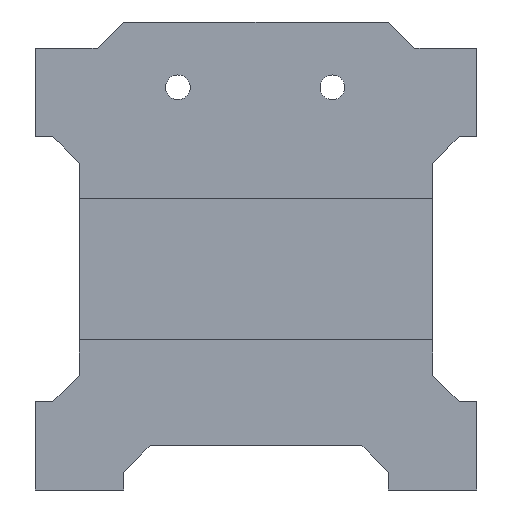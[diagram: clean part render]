
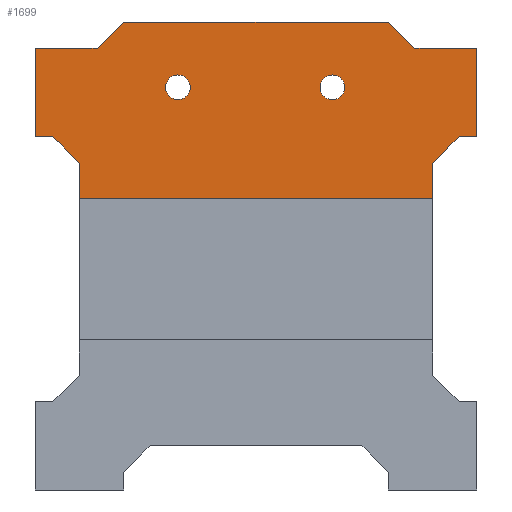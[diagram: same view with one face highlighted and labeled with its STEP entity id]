
A CAD part, front view. The second image highlights one B-rep face of the part: STEP entity #1699.
In plain terms, the highlighted planar face has unit normal (0, -1, 0).
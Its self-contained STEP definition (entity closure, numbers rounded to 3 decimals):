
#27=CIRCLE('',#1810,1.4);
#28=CIRCLE('',#1812,1.4);
#49=FACE_BOUND('',#184,.T.);
#50=FACE_BOUND('',#185,.T.);
#83=FACE_OUTER_BOUND('',#183,.T.);
#183=EDGE_LOOP('',(#1241,#1242,#1243,#1244,#1245,#1246,#1247,#1248,#1249,
#1250,#1251,#1252,#1253,#1254));
#184=EDGE_LOOP('',(#1255));
#185=EDGE_LOOP('',(#1256));
#277=LINE('',#2372,#497);
#287=LINE('',#2390,#507);
#355=LINE('',#2537,#575);
#356=LINE('',#2539,#576);
#357=LINE('',#2541,#577);
#358=LINE('',#2543,#578);
#359=LINE('',#2545,#579);
#360=LINE('',#2547,#580);
#361=LINE('',#2549,#581);
#362=LINE('',#2551,#582);
#363=LINE('',#2553,#583);
#364=LINE('',#2555,#584);
#365=LINE('',#2557,#585);
#366=LINE('',#2558,#586);
#497=VECTOR('',#1915,10.);
#507=VECTOR('',#1929,10.);
#575=VECTOR('',#2039,10.);
#576=VECTOR('',#2040,10.);
#577=VECTOR('',#2041,10.);
#578=VECTOR('',#2042,10.);
#579=VECTOR('',#2043,10.);
#580=VECTOR('',#2044,10.);
#581=VECTOR('',#2045,10.);
#582=VECTOR('',#2046,10.);
#583=VECTOR('',#2047,10.);
#584=VECTOR('',#2048,10.);
#585=VECTOR('',#2049,10.);
#586=VECTOR('',#2050,10.);
#717=VERTEX_POINT('',#2370);
#718=VERTEX_POINT('',#2371);
#724=VERTEX_POINT('',#2388);
#780=VERTEX_POINT('',#2528);
#781=VERTEX_POINT('',#2532);
#782=VERTEX_POINT('',#2536);
#783=VERTEX_POINT('',#2538);
#784=VERTEX_POINT('',#2540);
#785=VERTEX_POINT('',#2542);
#786=VERTEX_POINT('',#2544);
#787=VERTEX_POINT('',#2546);
#788=VERTEX_POINT('',#2548);
#789=VERTEX_POINT('',#2550);
#790=VERTEX_POINT('',#2552);
#791=VERTEX_POINT('',#2554);
#792=VERTEX_POINT('',#2556);
#877=EDGE_CURVE('',#717,#718,#277,.T.);
#887=EDGE_CURVE('',#724,#718,#287,.T.);
#956=EDGE_CURVE('',#780,#780,#27,.T.);
#958=EDGE_CURVE('',#781,#781,#28,.T.);
#959=EDGE_CURVE('',#782,#724,#355,.T.);
#960=EDGE_CURVE('',#783,#782,#356,.T.);
#961=EDGE_CURVE('',#784,#783,#357,.T.);
#962=EDGE_CURVE('',#785,#784,#358,.T.);
#963=EDGE_CURVE('',#786,#785,#359,.T.);
#964=EDGE_CURVE('',#787,#786,#360,.T.);
#965=EDGE_CURVE('',#788,#787,#361,.T.);
#966=EDGE_CURVE('',#789,#788,#362,.T.);
#967=EDGE_CURVE('',#790,#789,#363,.T.);
#968=EDGE_CURVE('',#791,#790,#364,.T.);
#969=EDGE_CURVE('',#792,#791,#365,.T.);
#970=EDGE_CURVE('',#717,#792,#366,.T.);
#1241=ORIENTED_EDGE('',*,*,#877,.T.);
#1242=ORIENTED_EDGE('',*,*,#887,.F.);
#1243=ORIENTED_EDGE('',*,*,#959,.F.);
#1244=ORIENTED_EDGE('',*,*,#960,.F.);
#1245=ORIENTED_EDGE('',*,*,#961,.F.);
#1246=ORIENTED_EDGE('',*,*,#962,.F.);
#1247=ORIENTED_EDGE('',*,*,#963,.F.);
#1248=ORIENTED_EDGE('',*,*,#964,.F.);
#1249=ORIENTED_EDGE('',*,*,#965,.F.);
#1250=ORIENTED_EDGE('',*,*,#966,.F.);
#1251=ORIENTED_EDGE('',*,*,#967,.F.);
#1252=ORIENTED_EDGE('',*,*,#968,.F.);
#1253=ORIENTED_EDGE('',*,*,#969,.F.);
#1254=ORIENTED_EDGE('',*,*,#970,.F.);
#1255=ORIENTED_EDGE('',*,*,#956,.T.);
#1256=ORIENTED_EDGE('',*,*,#958,.T.);
#1611=PLANE('',#1813);
#1699=ADVANCED_FACE('',(#83,#49,#50),#1611,.F.);
#1810=AXIS2_PLACEMENT_3D('',#2530,#2030,#2031);
#1812=AXIS2_PLACEMENT_3D('',#2534,#2035,#2036);
#1813=AXIS2_PLACEMENT_3D('',#2535,#2037,#2038);
#1915=DIRECTION('',(1.,0.,0.));
#1929=DIRECTION('',(0.,0.,-1.));
#2030=DIRECTION('center_axis',(0.,1.,0.));
#2031=DIRECTION('ref_axis',(-1.,0.,0.));
#2035=DIRECTION('center_axis',(0.,1.,0.));
#2036=DIRECTION('ref_axis',(-1.,0.,0.));
#2037=DIRECTION('center_axis',(0.,1.,0.));
#2038=DIRECTION('ref_axis',(0.,0.,1.));
#2039=DIRECTION('',(-0.707,0.,-0.707));
#2040=DIRECTION('',(-1.,0.,0.));
#2041=DIRECTION('',(0.,0.,-1.));
#2042=DIRECTION('',(1.,0.,0.));
#2043=DIRECTION('',(0.707,0.,-0.707));
#2044=DIRECTION('',(1.,0.,0.));
#2045=DIRECTION('',(0.707,0.,0.707));
#2046=DIRECTION('',(1.,0.,0.));
#2047=DIRECTION('',(0.,0.,1.));
#2048=DIRECTION('',(-1.,0.,0.));
#2049=DIRECTION('',(-0.707,0.,0.707));
#2050=DIRECTION('',(0.,0.,1.));
#2370=CARTESIAN_POINT('',(80.,-5.4,208.));
#2371=CARTESIAN_POINT('',(120.,-5.4,208.));
#2372=CARTESIAN_POINT('',(90.,-5.4,208.));
#2388=CARTESIAN_POINT('',(120.,-5.4,212.));
#2390=CARTESIAN_POINT('',(120.,-5.4,192.5));
#2528=CARTESIAN_POINT('',(110.05,-5.4,220.6));
#2530=CARTESIAN_POINT('Origin',(108.65,-5.4,220.6));
#2532=CARTESIAN_POINT('',(92.55,-5.4,220.6));
#2534=CARTESIAN_POINT('Origin',(91.15,-5.4,220.6));
#2535=CARTESIAN_POINT('Origin',(100.,-5.4,200.));
#2536=CARTESIAN_POINT('',(123.,-5.4,215.));
#2537=CARTESIAN_POINT('',(112.75,-5.4,204.75));
#2538=CARTESIAN_POINT('',(125.,-5.4,215.));
#2539=CARTESIAN_POINT('',(112.5,-5.4,215.));
#2540=CARTESIAN_POINT('',(125.,-5.4,225.));
#2541=CARTESIAN_POINT('',(125.,-5.4,212.5));
#2542=CARTESIAN_POINT('',(118.,-5.4,225.));
#2543=CARTESIAN_POINT('',(107.5,-5.4,225.));
#2544=CARTESIAN_POINT('',(115.,-5.4,228.));
#2545=CARTESIAN_POINT('',(119.,-5.4,224.));
#2546=CARTESIAN_POINT('',(85.,-5.4,228.));
#2547=CARTESIAN_POINT('',(107.5,-5.4,228.));
#2548=CARTESIAN_POINT('',(82.,-5.4,225.));
#2549=CARTESIAN_POINT('',(81.,-5.4,224.));
#2550=CARTESIAN_POINT('',(75.,-5.4,225.));
#2551=CARTESIAN_POINT('',(87.5,-5.4,225.));
#2552=CARTESIAN_POINT('',(75.,-5.4,215.));
#2553=CARTESIAN_POINT('',(75.,-5.4,207.5));
#2554=CARTESIAN_POINT('',(77.,-5.4,215.));
#2555=CARTESIAN_POINT('',(92.5,-5.4,215.));
#2556=CARTESIAN_POINT('',(80.,-5.4,212.));
#2557=CARTESIAN_POINT('',(87.25,-5.4,204.75));
#2558=CARTESIAN_POINT('',(80.,-5.4,207.5));
